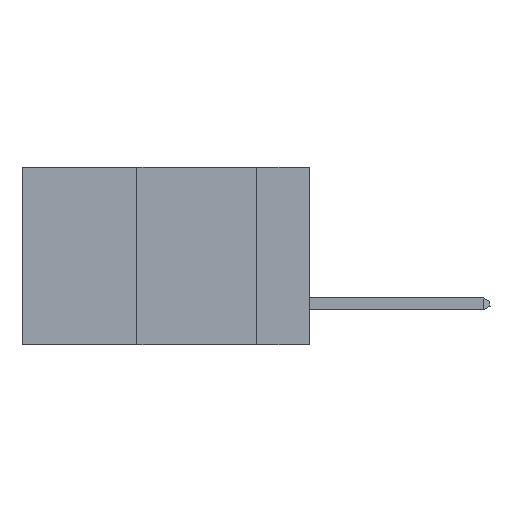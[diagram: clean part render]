
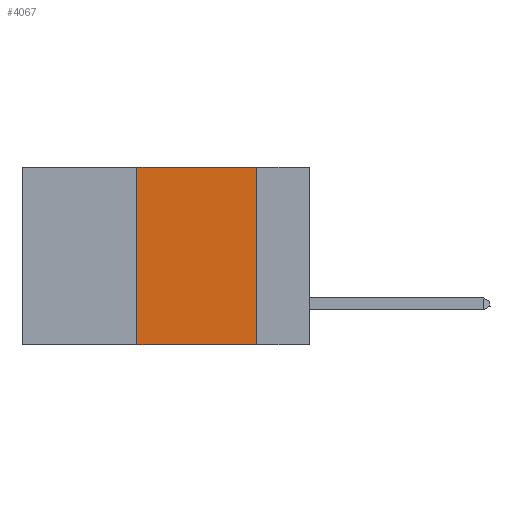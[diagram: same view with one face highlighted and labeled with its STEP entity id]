
A CAD part, left-side view. The second image highlights one B-rep face of the part: STEP entity #4067.
In plain terms, the highlighted planar face has unit normal (-1, 0, 0).
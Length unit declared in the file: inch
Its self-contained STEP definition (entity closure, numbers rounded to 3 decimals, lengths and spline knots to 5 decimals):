
#3343 = EDGE_CURVE ( 'NONE', #20188, #3369, #28128, .T. ) ;
#3369 = VERTEX_POINT ( 'NONE', #18973 ) ;
#3829 = EDGE_CURVE ( 'NONE', #3939, #28383, #4118, .T. ) ;
#3939 = VERTEX_POINT ( 'NONE', #6710 ) ;
#4067 = ADVANCED_FACE ( 'NONE', ( #20515 ), #11481, .F. ) ;
#4118 = LINE ( 'NONE', #20591, #17536 ) ;
#4370 = DIRECTION ( 'NONE',  ( 1., 0., 0. ) ) ;
#5508 = DIRECTION ( 'NONE',  ( 0., 0., 1. ) ) ;
#5887 = EDGE_CURVE ( 'NONE', #20188, #3939, #13683, .T. ) ;
#6710 = CARTESIAN_POINT ( 'NONE',  ( 0., 0.36, 0. ) ) ;
#7655 = CARTESIAN_POINT ( 'NONE',  ( 0., 0.11, 0. ) ) ;
#11481 = PLANE ( 'NONE',  #25216 ) ;
#12149 = ORIENTED_EDGE ( 'NONE', *, *, #3343, .T. ) ;
#12641 = CARTESIAN_POINT ( 'NONE',  ( 0., 0.36, -0.37 ) ) ;
#13112 = DIRECTION ( 'NONE',  ( 0., -1., 0. ) ) ;
#13683 = LINE ( 'NONE', #19795, #20760 ) ;
#14089 = DIRECTION ( 'NONE',  ( 0., 0., -1. ) ) ;
#16292 = CARTESIAN_POINT ( 'NONE',  ( 0., 0.6, 0. ) ) ;
#17536 = VECTOR ( 'NONE', #23807, 39.37008 ) ;
#18267 = ORIENTED_EDGE ( 'NONE', *, *, #19754, .F. ) ;
#18973 = CARTESIAN_POINT ( 'NONE',  ( 0., 0.11, -0.37 ) ) ;
#19754 = EDGE_CURVE ( 'NONE', #28383, #3369, #22730, .T. ) ;
#19795 = CARTESIAN_POINT ( 'NONE',  ( 0., 0.36, 0. ) ) ;
#20188 = VERTEX_POINT ( 'NONE', #12641 ) ;
#20515 = FACE_OUTER_BOUND ( 'NONE', #28702, .T. ) ;
#20591 = CARTESIAN_POINT ( 'NONE',  ( 0., 0.6, 0. ) ) ;
#20760 = VECTOR ( 'NONE', #5508, 39.37008 ) ;
#22021 = VECTOR ( 'NONE', #13112, 39.37008 ) ;
#22730 = LINE ( 'NONE', #26868, #23483 ) ;
#23000 = DIRECTION ( 'NONE',  ( 0., 0., -1. ) ) ;
#23483 = VECTOR ( 'NONE', #23000, 39.37008 ) ;
#23644 = ORIENTED_EDGE ( 'NONE', *, *, #3829, .F. ) ;
#23807 = DIRECTION ( 'NONE',  ( 0., -1., 0. ) ) ;
#25216 = AXIS2_PLACEMENT_3D ( 'NONE', #16292, #4370, #14089 ) ;
#25330 = CARTESIAN_POINT ( 'NONE',  ( 0., 0.6, -0.37 ) ) ;
#26868 = CARTESIAN_POINT ( 'NONE',  ( 0., 0.11, 0. ) ) ;
#28128 = LINE ( 'NONE', #25330, #22021 ) ;
#28383 = VERTEX_POINT ( 'NONE', #7655 ) ;
#28702 = EDGE_LOOP ( 'NONE', ( #18267, #23644, #28943, #12149 ) ) ;
#28943 = ORIENTED_EDGE ( 'NONE', *, *, #5887, .F. ) ;
